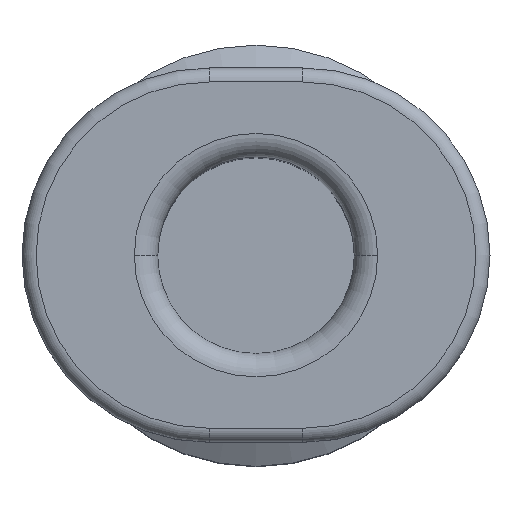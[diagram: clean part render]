
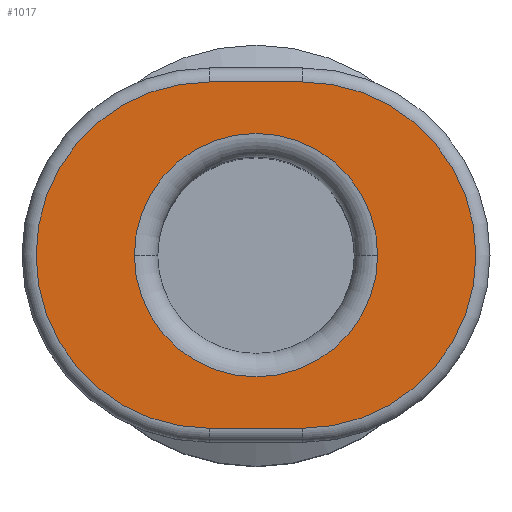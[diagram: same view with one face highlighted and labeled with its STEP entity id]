
A CAD part, top view. The second image highlights one B-rep face of the part: STEP entity #1017.
In plain terms, the highlighted planar face has unit normal (0, 0, 1).
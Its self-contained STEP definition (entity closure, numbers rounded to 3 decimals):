
#863=CARTESIAN_POINT('',(2.6,0.,9.777));
#864=VERTEX_POINT('',#863);
#872=CARTESIAN_POINT('',(-2.6,0.,9.777));
#873=VERTEX_POINT('',#872);
#874=CARTESIAN_POINT('',(0.0,0.0,9.777));
#875=DIRECTION('',(0.0,0.0,1.0));
#876=DIRECTION('',(1.0,0.0,0.0));
#877=AXIS2_PLACEMENT_3D('',#874,#875,#876);
#878=CIRCLE('',#877,2.6);
#879=EDGE_CURVE('',#864,#873,#878,.T.);
#962=CARTESIAN_POINT('',(0.0,0.0,9.777));
#963=DIRECTION('',(0.0,0.0,1.0));
#964=DIRECTION('',(1.0,0.0,0.0));
#965=AXIS2_PLACEMENT_3D('',#962,#963,#964);
#966=CIRCLE('',#965,2.6);
#967=EDGE_CURVE('',#873,#864,#966,.T.);
#972=CARTESIAN_POINT('',(0.,0.0,9.777));
#973=DIRECTION('',(0.0,0.0,-1.0));
#974=DIRECTION('',(1.0,0.0,0.0));
#975=AXIS2_PLACEMENT_3D('',#972,#973,#974);
#976=PLANE('',#975);
#977=CARTESIAN_POINT('',(-1.0,-3.7,9.777));
#978=VERTEX_POINT('',#977);
#979=CARTESIAN_POINT('',(-1.,3.7,9.777));
#980=VERTEX_POINT('',#979);
#981=CARTESIAN_POINT('',(-1.0,0.0,9.777));
#982=DIRECTION('',(0.0,0.0,-1.0));
#983=DIRECTION('',(-1.0,0.0,0.0));
#984=AXIS2_PLACEMENT_3D('',#981,#982,#983);
#985=CIRCLE('',#984,3.7);
#986=EDGE_CURVE('',#978,#980,#985,.T.);
#987=ORIENTED_EDGE('',*,*,#986,.F.);
#988=CARTESIAN_POINT('',(1.0,-3.7,9.777));
#989=VERTEX_POINT('',#988);
#990=CARTESIAN_POINT('',(1.0,-3.7,9.777));
#991=DIRECTION('',(-1.0,0.0,0.0));
#992=VECTOR('',#991,2.0);
#993=LINE('',#990,#992);
#994=EDGE_CURVE('',#989,#978,#993,.T.);
#995=ORIENTED_EDGE('',*,*,#994,.F.);
#996=CARTESIAN_POINT('',(1.,3.7,9.777));
#997=VERTEX_POINT('',#996);
#998=CARTESIAN_POINT('',(1.0,0.0,9.777));
#999=DIRECTION('',(0.,0.,-1.0));
#1000=DIRECTION('',(1.0,0.,0.));
#1001=AXIS2_PLACEMENT_3D('',#998,#999,#1000);
#1002=CIRCLE('',#1001,3.7);
#1003=EDGE_CURVE('',#997,#989,#1002,.T.);
#1004=ORIENTED_EDGE('',*,*,#1003,.F.);
#1005=CARTESIAN_POINT('',(-1.,3.7,9.777));
#1006=DIRECTION('',(1.0,0.0,0.0));
#1007=VECTOR('',#1006,2.);
#1008=LINE('',#1005,#1007);
#1009=EDGE_CURVE('',#980,#997,#1008,.T.);
#1010=ORIENTED_EDGE('',*,*,#1009,.F.);
#1011=EDGE_LOOP('',(#987,#995,#1004,#1010));
#1012=FACE_OUTER_BOUND('',#1011,.T.);
#1013=ORIENTED_EDGE('',*,*,#967,.F.);
#1014=ORIENTED_EDGE('',*,*,#879,.F.);
#1015=EDGE_LOOP('',(#1013,#1014));
#1016=FACE_BOUND('',#1015,.T.);
#1017=ADVANCED_FACE('',(#1012,#1016),#976,.F.);
